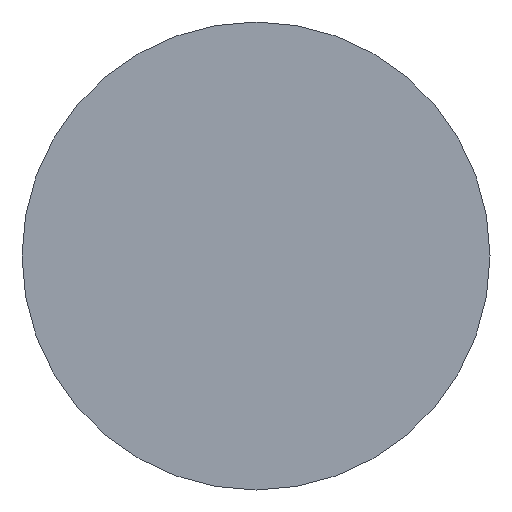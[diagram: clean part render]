
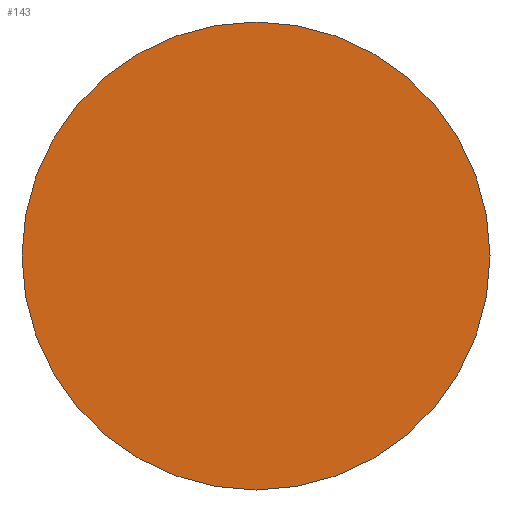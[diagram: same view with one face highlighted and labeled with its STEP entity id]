
A CAD part, front view. The second image highlights one B-rep face of the part: STEP entity #143.
In plain terms, the highlighted planar face has unit normal (0, -1, 0).
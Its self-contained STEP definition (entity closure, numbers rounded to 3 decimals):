
#4 = EDGE_CURVE ( 'NONE', #86, #78, #167, .T. ) ;
#10 = CARTESIAN_POINT ( 'NONE',  ( 0., 0., 0. ) ) ;
#34 = ORIENTED_EDGE ( 'NONE', *, *, #4, .F. ) ;
#43 = CARTESIAN_POINT ( 'NONE',  ( 0., 0., 0. ) ) ;
#58 = ORIENTED_EDGE ( 'NONE', *, *, #261, .F. ) ;
#62 = AXIS2_PLACEMENT_3D ( 'NONE', #10, #272, #155 ) ;
#78 = VERTEX_POINT ( 'NONE', #279 ) ;
#86 = VERTEX_POINT ( 'NONE', #119 ) ;
#90 = DIRECTION ( 'NONE',  ( 0., 1., 0. ) ) ;
#104 = DIRECTION ( 'NONE',  ( 0., 1., 0. ) ) ;
#119 = CARTESIAN_POINT ( 'NONE',  ( 0., 0., -10. ) ) ;
#143 = ADVANCED_FACE ( 'NONE', ( #243 ), #180, .F. ) ;
#155 = DIRECTION ( 'NONE',  ( 0., 0., 1. ) ) ;
#157 = AXIS2_PLACEMENT_3D ( 'NONE', #284, #104, #187 ) ;
#167 = CIRCLE ( 'NONE', #274, 10. ) ;
#173 = CIRCLE ( 'NONE', #62, 10. ) ;
#177 = DIRECTION ( 'NONE',  ( 0., 0., 1. ) ) ;
#180 = PLANE ( 'NONE',  #157 ) ;
#187 = DIRECTION ( 'NONE',  ( 0., 0., 1. ) ) ;
#235 = EDGE_LOOP ( 'NONE', ( #58, #34 ) ) ;
#243 = FACE_OUTER_BOUND ( 'NONE', #235, .T. ) ;
#261 = EDGE_CURVE ( 'NONE', #78, #86, #173, .T. ) ;
#272 = DIRECTION ( 'NONE',  ( 0., 1., 0. ) ) ;
#274 = AXIS2_PLACEMENT_3D ( 'NONE', #43, #90, #177 ) ;
#279 = CARTESIAN_POINT ( 'NONE',  ( 0., 0., 10. ) ) ;
#284 = CARTESIAN_POINT ( 'NONE',  ( 0., 0., 0. ) ) ;
